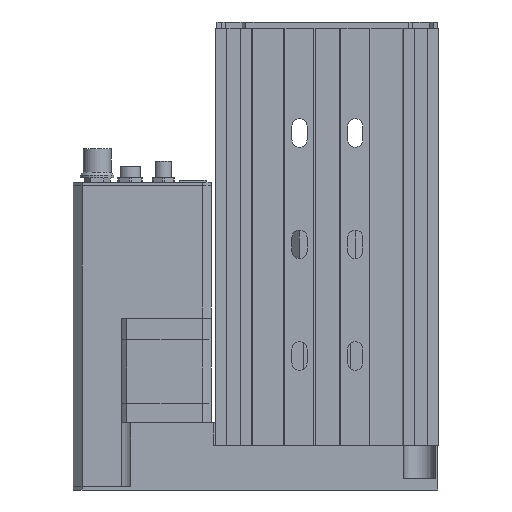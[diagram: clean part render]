
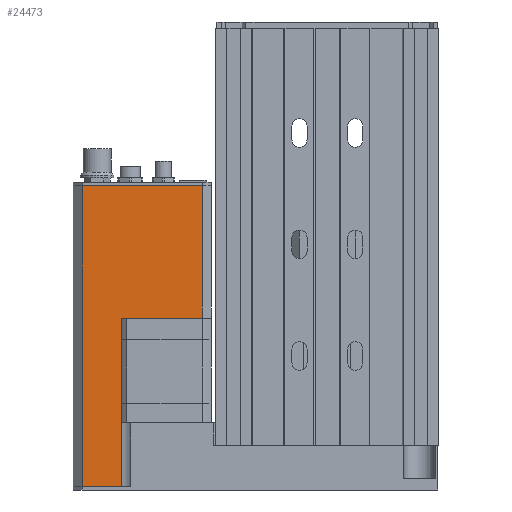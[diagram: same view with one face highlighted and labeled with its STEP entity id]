
A CAD part, front view. The second image highlights one B-rep face of the part: STEP entity #24473.
In plain terms, the highlighted planar face has unit normal (0, -1, 0).
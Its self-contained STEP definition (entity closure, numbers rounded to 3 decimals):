
#356 = EDGE_CURVE ( 'NONE', #11971, #5060, #12095, .T. ) ;
#488 = DIRECTION ( 'NONE',  ( -1., 0., 0. ) ) ;
#696 = LINE ( 'NONE', #4623, #10532 ) ;
#990 = CARTESIAN_POINT ( 'NONE',  ( 19.5, -21., 28.5 ) ) ;
#1741 = CARTESIAN_POINT ( 'NONE',  ( -17., -21., -106.25 ) ) ;
#2140 = DIRECTION ( 'NONE',  ( 0., 0., 1. ) ) ;
#2530 = EDGE_CURVE ( 'NONE', #9192, #22548, #17067, .T. ) ;
#2943 = LINE ( 'NONE', #990, #20232 ) ;
#3121 = EDGE_CURVE ( 'NONE', #23972, #9111, #14175, .T. ) ;
#3291 = VECTOR ( 'NONE', #488, 1000. ) ;
#3847 = CARTESIAN_POINT ( 'NONE',  ( 19.5, -21., 28.5 ) ) ;
#4623 = CARTESIAN_POINT ( 'NONE',  ( -17., -21., -106.25 ) ) ;
#5060 = VERTEX_POINT ( 'NONE', #1741 ) ;
#5094 = CARTESIAN_POINT ( 'NONE',  ( 37., -21., -47. ) ) ;
#6227 = CARTESIAN_POINT ( 'NONE',  ( 37., -21., -106.25 ) ) ;
#7539 = CARTESIAN_POINT ( 'NONE',  ( 37., -21., -106.25 ) ) ;
#8598 = EDGE_LOOP ( 'NONE', ( #19720, #18333, #11214, #20981, #16464, #18644 ) ) ;
#9111 = VERTEX_POINT ( 'NONE', #15870 ) ;
#9192 = VERTEX_POINT ( 'NONE', #17446 ) ;
#9382 = VECTOR ( 'NONE', #17068, 1000. ) ;
#9577 = CARTESIAN_POINT ( 'NONE',  ( 37., -21., -106.25 ) ) ;
#10048 = CARTESIAN_POINT ( 'NONE',  ( 37., -21., -106.25 ) ) ;
#10306 = DIRECTION ( 'NONE',  ( -1., 0., 0. ) ) ;
#10532 = VECTOR ( 'NONE', #2140, 1000. ) ;
#10572 = PLANE ( 'NONE',  #23932 ) ;
#11214 = ORIENTED_EDGE ( 'NONE', *, *, #16541, .T. ) ;
#11565 = DIRECTION ( 'NONE',  ( 1., 0., 0. ) ) ;
#11971 = VERTEX_POINT ( 'NONE', #9577 ) ;
#12095 = LINE ( 'NONE', #6227, #3291 ) ;
#14175 = LINE ( 'NONE', #19654, #21206 ) ;
#14578 = EDGE_CURVE ( 'NONE', #11971, #9111, #23582, .T. ) ;
#15128 = DIRECTION ( 'NONE',  ( -1., 0., 0. ) ) ;
#15870 = CARTESIAN_POINT ( 'NONE',  ( 37., -21., 28.5 ) ) ;
#16043 = FACE_OUTER_BOUND ( 'NONE', #8598, .T. ) ;
#16164 = DIRECTION ( 'NONE',  ( 0., 1., 0. ) ) ;
#16464 = ORIENTED_EDGE ( 'NONE', *, *, #22794, .F. ) ;
#16541 = EDGE_CURVE ( 'NONE', #23972, #9192, #2943, .T. ) ;
#17067 = LINE ( 'NONE', #5094, #17862 ) ;
#17068 = DIRECTION ( 'NONE',  ( 0., 0., 1. ) ) ;
#17446 = CARTESIAN_POINT ( 'NONE',  ( 19.5, -21., -47. ) ) ;
#17862 = VECTOR ( 'NONE', #15128, 1000. ) ;
#18333 = ORIENTED_EDGE ( 'NONE', *, *, #3121, .F. ) ;
#18644 = ORIENTED_EDGE ( 'NONE', *, *, #356, .F. ) ;
#19654 = CARTESIAN_POINT ( 'NONE',  ( 37., -21., 28.5 ) ) ;
#19720 = ORIENTED_EDGE ( 'NONE', *, *, #14578, .T. ) ;
#20232 = VECTOR ( 'NONE', #20276, 1000. ) ;
#20276 = DIRECTION ( 'NONE',  ( 0., 0., -1. ) ) ;
#20981 = ORIENTED_EDGE ( 'NONE', *, *, #2530, .T. ) ;
#21206 = VECTOR ( 'NONE', #11565, 1000. ) ;
#22548 = VERTEX_POINT ( 'NONE', #24584 ) ;
#22794 = EDGE_CURVE ( 'NONE', #5060, #22548, #696, .T. ) ;
#23582 = LINE ( 'NONE', #7539, #9382 ) ;
#23932 = AXIS2_PLACEMENT_3D ( 'NONE', #10048, #16164, #10306 ) ;
#23972 = VERTEX_POINT ( 'NONE', #3847 ) ;
#24473 = ADVANCED_FACE ( 'NONE', ( #16043 ), #10572, .F. ) ;
#24584 = CARTESIAN_POINT ( 'NONE',  ( -17., -21., -47. ) ) ;
